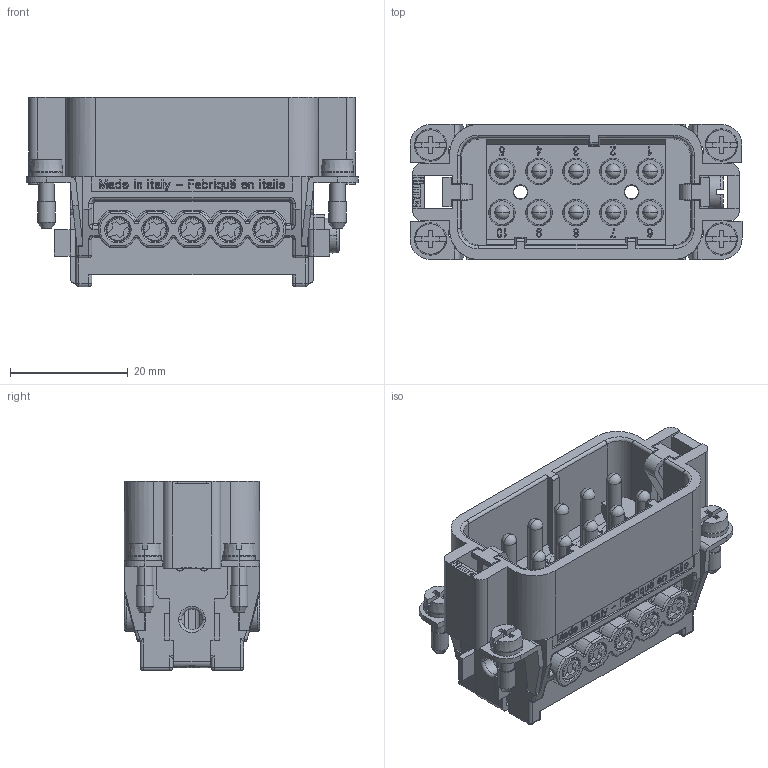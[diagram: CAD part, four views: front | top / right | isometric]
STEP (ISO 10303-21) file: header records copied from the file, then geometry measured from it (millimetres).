
FILE_DESCRIPTION(('Creo Elements/Direct Modeling STEP Export'),'2;1');
FILE_NAME('0lndrr043i7uaar5076','2016-07-04T15:57:18',(''),(''),'PTC Creo Elements/Direct Modeling STEP processor for AP214 (Solid Model)','PTC Creo Elements/Direct Modeling 19.0B 21-Mar-2015 (C) Parametric Technology GmbH','');
FILE_SCHEMA(('AUTOMOTIVE_DESIGN { 1 0 10303 214 1 1 1 1 }'));
Products named in the file (2): JDAM_10
Assembly tree (1 placements, depth 2):
  JDAM_10
    JDAM_10
Bounding box: 56.5 x 23 x 32.2 mm (x, y, z)
Volume: 16393.1 mm3; surface area: 16071.8 mm2
Topology: 1 solids, 2 shells, 1730 faces, 6277 edges, 4722 vertices
Faces by surface type: plane 960, cylinder 432, torus 164, bspline 80, cone 70, sphere 24
Entity records: 93522 total; most frequent: CARTESIAN_POINT 26281, ORIENTED_EDGE 12514, DIRECTION 9537, EDGE_CURVE 6253, VERTEX_POINT 4722, VECTOR 4585, LINE 4585, AXIS2_PLACEMENT_3D 2476
